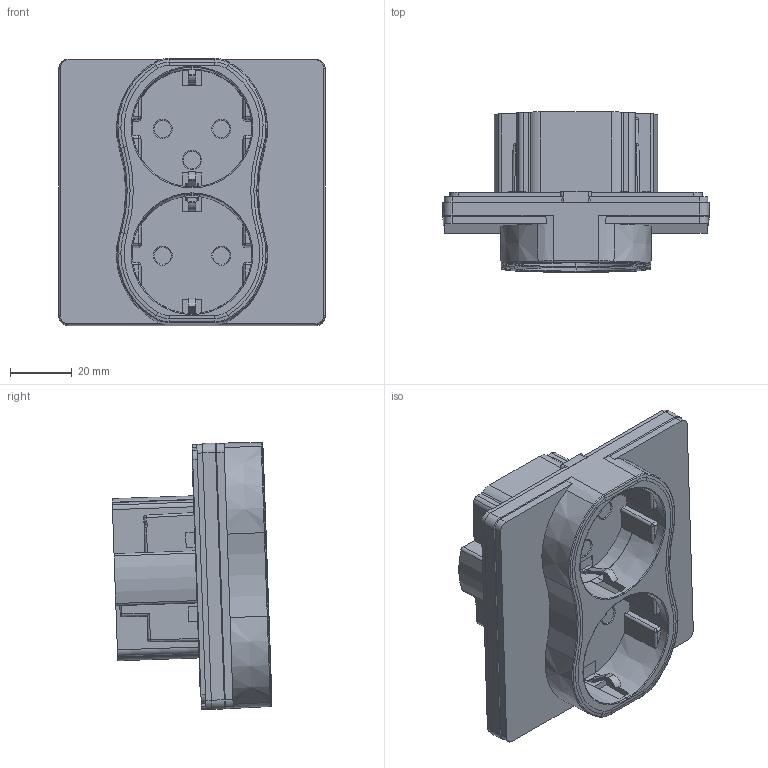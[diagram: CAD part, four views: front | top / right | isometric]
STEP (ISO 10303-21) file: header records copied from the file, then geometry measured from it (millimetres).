
FILE_DESCRIPTION (( 'STEP AP214' ), '1' );
FILE_NAME ('s86_16e2_asm11.STEP', '2025-03-26T13:56:20', ( '' ), ( '' ), 'SwSTEP 2.0', 'SolidWorks 2022', '' );
FILE_SCHEMA (( 'AUTOMOTIVE_DESIGN' ));
Length unit declared in the file: millimetre
Products named in the file (1): s86_16e2_asm11
Bounding box: 86.16 x 51.7 x 86.44 mm (x, y, z)
Volume: 136464.4 mm3; surface area: 43092.7 mm2
Topology: 1 solids, 13 shells, 1011 faces, 2665 edges, 1712 vertices
Faces by surface type: plane 537, cone 212, cylinder 163, bspline 49, torus 38, sphere 12
Entity records: 42765 total; most frequent: CARTESIAN_POINT 8850, ORIENTED_EDGE 5322, DIRECTION 4852, EDGE_CURVE 2661, VERTEX_POINT 1712, AXIS2_PLACEMENT_3D 1659, VECTOR 1534, LINE 1534
